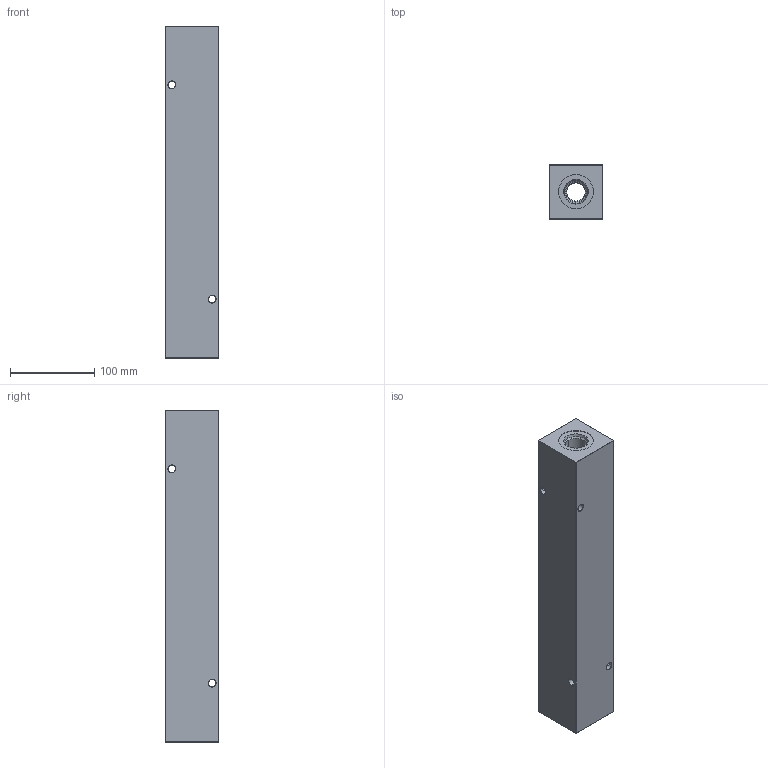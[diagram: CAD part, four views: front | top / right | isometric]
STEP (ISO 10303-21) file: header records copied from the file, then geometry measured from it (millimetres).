
FILE_DESCRIPTION (( 'STEP AP203' ), '1' );
FILE_NAME ('HM-6-90-S-12-8.STEP', '2020-11-09T22:52:40', ( '' ), ( '' ), 'SwSTEP 2.0', 'SolidWorks 2019', '' );
FILE_SCHEMA (( 'CONFIG_CONTROL_DESIGN' ));
Products named in the file (1): HM-6-90-S-12-8
Bounding box: 63.5 x 63.5 x 393.7 mm (x, y, z)
Volume: 1346287.2 mm3; surface area: 149700.8 mm2
Topology: 1 solids, 1 shells, 653 faces, 1652 edges, 1046 vertices
Faces by surface type: plane 246, bspline 209, cone 100, cylinder 98
Entity records: 30593 total; most frequent: CARTESIAN_POINT 16175, ORIENTED_EDGE 3304, DIRECTION 2304, EDGE_CURVE 1652, VERTEX_POINT 1046, VECTOR 938, LINE 938, EDGE_LOOP 736
